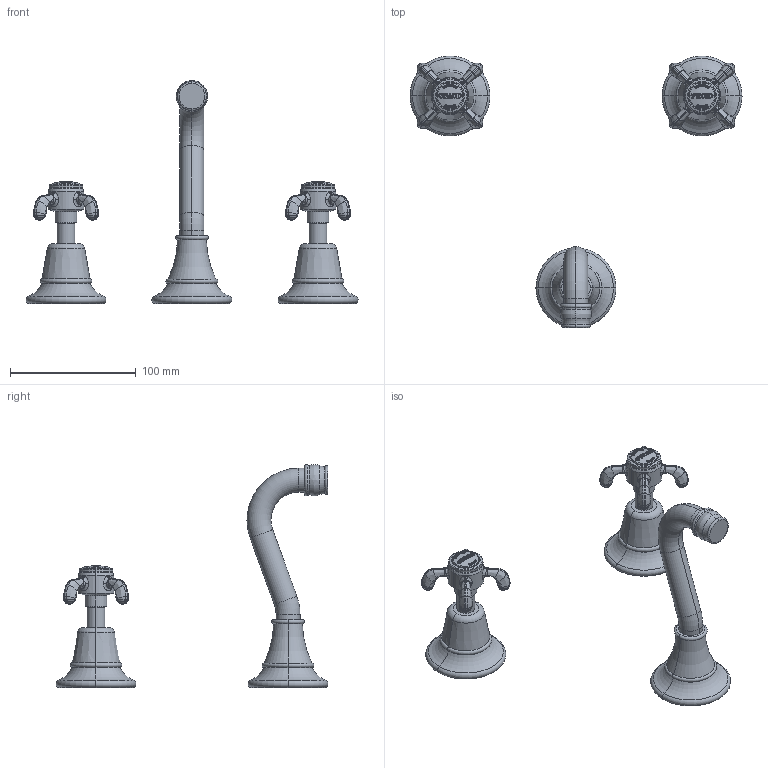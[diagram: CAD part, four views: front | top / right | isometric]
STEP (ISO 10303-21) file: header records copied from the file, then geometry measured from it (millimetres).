
FILE_DESCRIPTION((''),'2;1');
FILE_NAME('3-1685_SW0002','2020-12-01T13:01:21',('rsmith'),(''),'CREO PARAMETRIC BY PTC INC, 2018400','CREO PARAMETRIC BY PTC INC, 2018400','');
FILE_SCHEMA(('AUTOMOTIVE_DESIGN { 1 0 10303 214 1 1 1 1 }'));
Length unit declared in the file: inch
Products named in the file (1): 3-1685_SW0002
Bounding box: 263.52 x 215.9 x 177.01 mm (x, y, z)
Volume: 283434.7 mm3; surface area: 57377.9 mm2
Topology: 5 solids, 5 shells, 1272 faces, 3183 edges, 1930 vertices
Faces by surface type: bspline 446, plane 394, cylinder 282, sphere 60, torus 42, cone 28, extrusion 20
Entity records: 72613 total; most frequent: CARTESIAN_POINT 29668, ORIENTED_EDGE 6262, DIRECTION 4364, PRESENTATION_STYLE_ASSIGNMENT 4098, STYLED_ITEM 3136, CURVE_STYLE 3131, EDGE_CURVE 3131, VERTEX_POINT 1930
